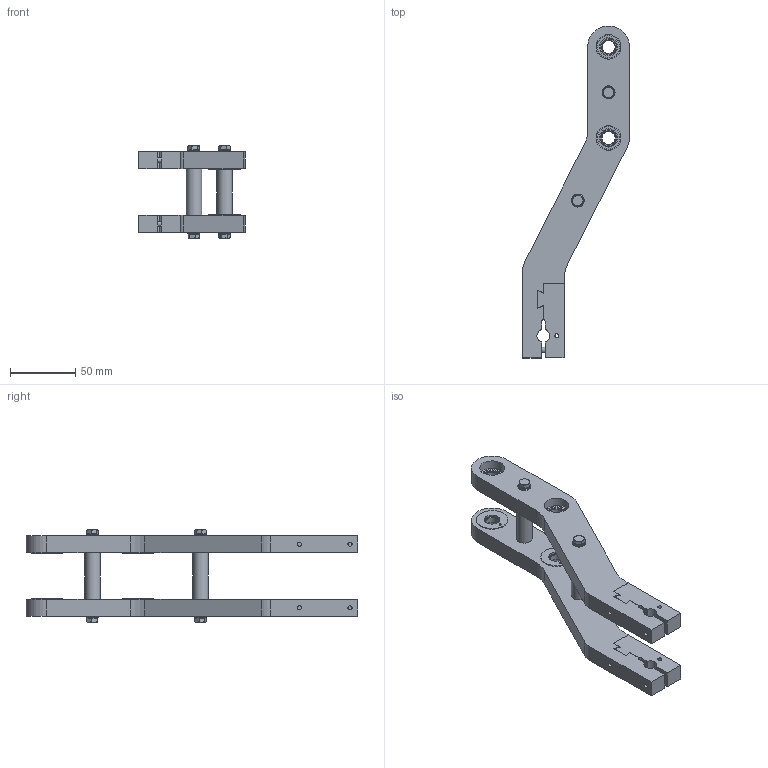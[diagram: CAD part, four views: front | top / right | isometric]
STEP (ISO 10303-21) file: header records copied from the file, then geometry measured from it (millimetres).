
FILE_DESCRIPTION(/* description */ (''),/* implementation_level */ '2;1');
FILE_NAME(/* name */ 'Lower_link_large.stp',/* time_stamp */ '2025-02-27T10:55:40+01:00',/* author */ ('12064'),/* organization */ (''),/* preprocessor_version */ 'ST-DEVELOPER v19.2',/* originating_system */ 'Autodesk Inventor 2024',/* authorisation */ '');
FILE_SCHEMA (('AUTOMOTIVE_DESIGN { 1 0 10303 214 3 1 1 }','FEATURE_BASED_PROCESS_PLANNING'));
Length unit declared in the file: millimetre
Products named in the file (20): ParallelMechanismus_Driven_Assembly_v2.1_Rillenkugellager_Anlaufschei
be; ParallelSystem_ProximalPart_Driven_v2.1_Rillenkugellager; ParallelSystem_ProximalPart_Querstreben_v2_Rillenkugellager; ISO 7090 - 5 - 140 HV; ISO 4017 - M5 x 10; SKF_W 61800 R-2RS1; SKF_W 61800 R-2RS1_PART1; SKF_W 61800 R-2RS1_PART2; SKF_W 61800 R-2RS1_PART3; SKF_W 61800 R-2RS1_PART4; SKF_PCMW 122401.5 E; SKF_W 61800 R-2RS1_MIR; SKF_W 61800 R-2RS1_PART1_MIR; SKF_W 61800 R-2RS1_PART2_MIR; SKF_W 61800 R-2RS1_PART3_MIR; SKF_W 61800 R-2RS1_PART4_MIR; SKF_PCMW 122401_5 E_MIR; ParallelSystem_ProximalPart_Driven_v2.1_Rillenkugellager_MIR1; ISO 4762 - M4 x 25; ParallelSystem_ProximalPart_Driven_Counterpart
Assembly tree (70 placements, depth 3):
  ParallelMechanismus_Driven_Assembly_v2.1_Rillenkugellager_Anlaufschei
be
    ParallelSystem_ProximalPart_Driven_v2.1_Rillenkugellager
    ParallelSystem_ProximalPart_Querstreben_v2_Rillenkugellager  x2
    ISO 7090 - 5 - 140 HV  x4
    ISO 4017 - M5 x 10  x4
    SKF_W 61800 R-2RS1  x2
      SKF_W 61800 R-2RS1_PART1
      SKF_W 61800 R-2RS1_PART2
      SKF_W 61800 R-2RS1_PART3
      SKF_W 61800 R-2RS1_PART4
    SKF_PCMW 122401.5 E  x2
    SKF_W 61800 R-2RS1_MIR  x2
      SKF_W 61800 R-2RS1_PART1_MIR
      SKF_W 61800 R-2RS1_PART2_MIR
      SKF_W 61800 R-2RS1_PART3_MIR
      SKF_W 61800 R-2RS1_PART4_MIR
    SKF_PCMW 122401_5 E_MIR  x2
    ISO 4762 - M4 x 25  x4
    ParallelSystem_ProximalPart_Driven_v2.1_Rillenkugellager_MIR1
    ParallelSystem_ProximalPart_Driven_Counterpart  x2
Bounding box: 82 x 254.99 x 71 mm (x, y, z)
Volume: 208754.1 mm3; surface area: 75704.5 mm2
Topology: 70 solids, 70 shells, 548 faces, 1318 edges, 991 vertices
Faces by surface type: plane 222, cylinder 146, cone 88, torus 52, sphere 40
Full cylindrical faces by diameter (mm): 1.75 x4, 3.1 x2, 3.242 x8, 4 x4, 4.5 x4, 5 x4, 5.3 x4, 6.88 x4, 7 x4, 8 x12, 10 x8, 11.8 x8, 12 x6, 12.74 x8, 16.26 x8, 17.15 x16, 19 x8, 21 x8, 24 x4, 24.2 x4
Entity records: 8941 total; most frequent: DIRECTION 1578, CARTESIAN_POINT 1456, ORIENTED_EDGE 1120, AXIS2_PLACEMENT_3D 661, EDGE_CURVE 560, VERTEX_POINT 371, EDGE_LOOP 339, CIRCLE 315
